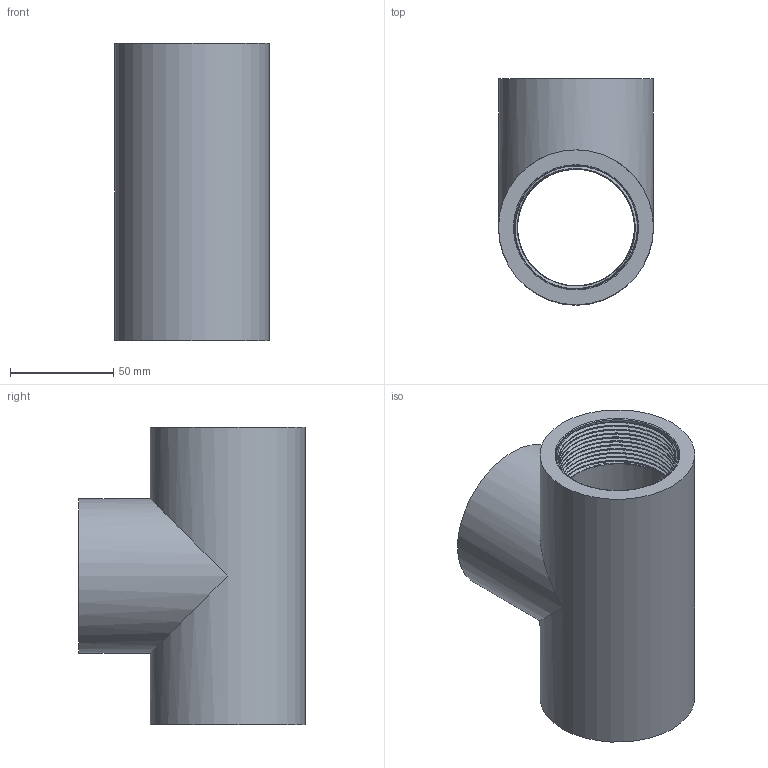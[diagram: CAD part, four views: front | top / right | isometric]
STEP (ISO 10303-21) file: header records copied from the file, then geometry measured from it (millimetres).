
FILE_DESCRIPTION(/* description */ (''),/* implementation_level */ '2;1');
FILE_NAME(/* name */ 'TE410630.ipt.stp',/* time_stamp */ '2017-01-24T18:21:42+01:00',/* author */ ('Gabriele'),/* organization */ (''),/* preprocessor_version */ 'ST-DEVELOPER v16.5',/* originating_system */ 'Autodesk Inventor 2017',/* authorisation */ '');
FILE_SCHEMA (('AUTOMOTIVE_DESIGN { 1 0 10303 214 3 1 1 }'));
Length unit declared in the file: millimetre
Products named in the file (1): TE410630
Bounding box: 75 x 109.5 x 144 mm (x, y, z)
Volume: 301411.5 mm3; surface area: 116365.8 mm2
Topology: 4 solids, 4 shells, 46 faces, 103 edges, 67 vertices
Faces by surface type: bspline 18, cylinder 13, plane 12, torus 3
Full cylindrical faces by diameter (mm): 58.6 x2, 59.61 x6, 75 x2
Entity records: 16349 total; most frequent: CARTESIAN_POINT 15475, ORIENTED_EDGE 176, DIRECTION 120, EDGE_CURVE 88, EDGE_LOOP 73, VERTEX_POINT 67, AXIS2_PLACEMENT_3D 60, B_SPLINE_CURVE_WITH_KNOTS 57
